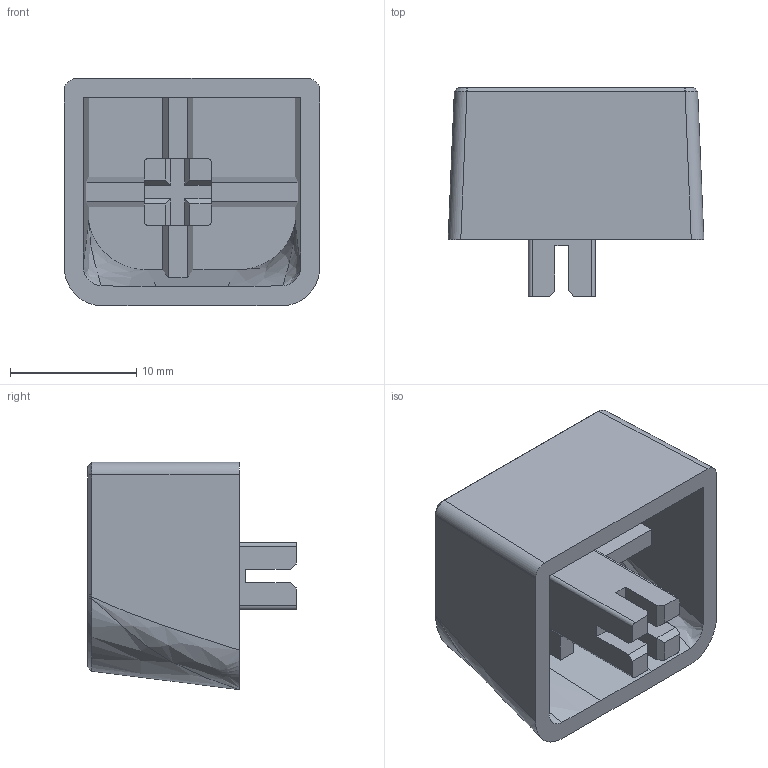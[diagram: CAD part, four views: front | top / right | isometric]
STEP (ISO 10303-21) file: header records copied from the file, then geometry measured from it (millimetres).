
FILE_DESCRIPTION(/* description */ (''),/* implementation_level */ '2;1');
FILE_NAME(/* name */ 'larger_cmx.ipt.step',/* time_stamp */ '2017-06-27T15:58:17-07:00',/* author */ ('Jason Cemra'),/* organization */ (''),/* preprocessor_version */ 'ST-DEVELOPER v16.13',/* originating_system */ 'Autodesk Inventor 2018',/* authorisation */ '');
FILE_SCHEMA (('AUTOMOTIVE_DESIGN { 1 0 10303 214 3 1 1 }'));
Length unit declared in the file: millimetre
Products named in the file (1): Larger Keycap (Cherry MX)
Bounding box: 20.25 x 16.5 x 18 mm (x, y, z)
Volume: 2044.4 mm3; surface area: 2527.6 mm2
Topology: 1 solids, 1 shells, 81 faces, 220 edges, 142 vertices
Faces by surface type: plane 55, bspline 20, cylinder 6
Entity records: 3150 total; most frequent: CARTESIAN_POINT 1063, ORIENTED_EDGE 440, DIRECTION 352, EDGE_CURVE 220, LINE 174, VECTOR 174, VERTEX_POINT 142, AXIS2_PLACEMENT_3D 89
